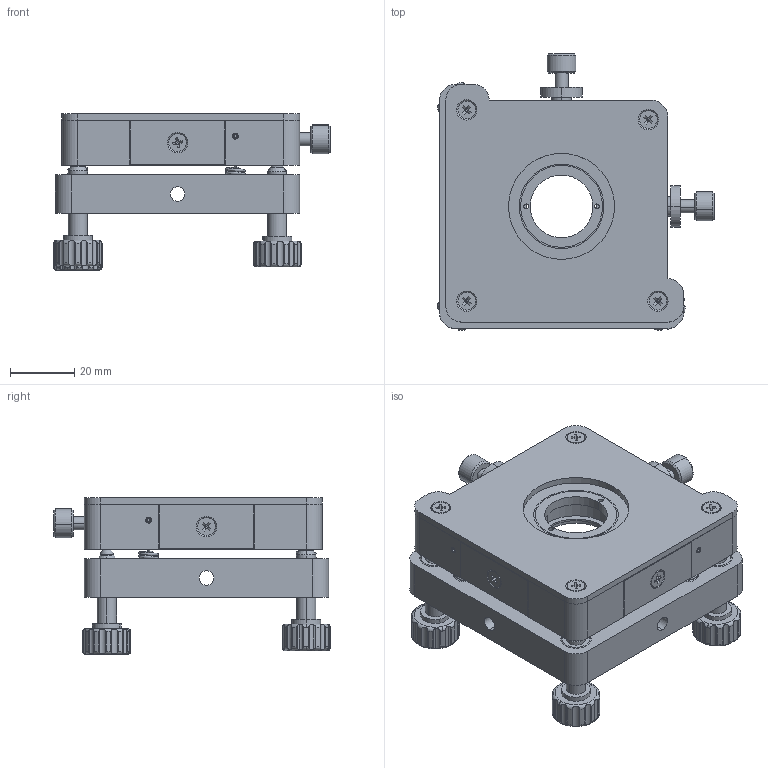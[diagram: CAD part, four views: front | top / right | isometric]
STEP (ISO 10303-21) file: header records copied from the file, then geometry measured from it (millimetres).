
FILE_DESCRIPTION (( 'STEP AP203' ), '1' );
FILE_NAME ('04MOM-1(M).STEP', '2016-06-27T06:27:29', ( '' ), ( '' ), 'SwSTEP 2.0', 'SolidWorks 2016', '' );
FILE_SCHEMA (( 'CONFIG_CONTROL_DESIGN' ));
Products named in the file (1): 04MOM-1(M)
Bounding box: 85.99 x 86.02 x 48.73 mm (x, y, z)
Volume: 88171.6 mm3; surface area: 54983.8 mm2
Topology: 49 solids, 49 shells, 1269 faces, 3175 edges, 1986 vertices
Faces by surface type: cylinder 500, plane 343, cone 334, sphere 36, torus 32, bspline 24
Entity records: 45528 total; most frequent: CARTESIAN_POINT 15517, DIRECTION 6455, ORIENTED_EDGE 6156, EDGE_CURVE 3078, AXIS2_PLACEMENT_3D 2575, VERTEX_POINT 1949, EDGE_LOOP 1399, CIRCLE 1329
